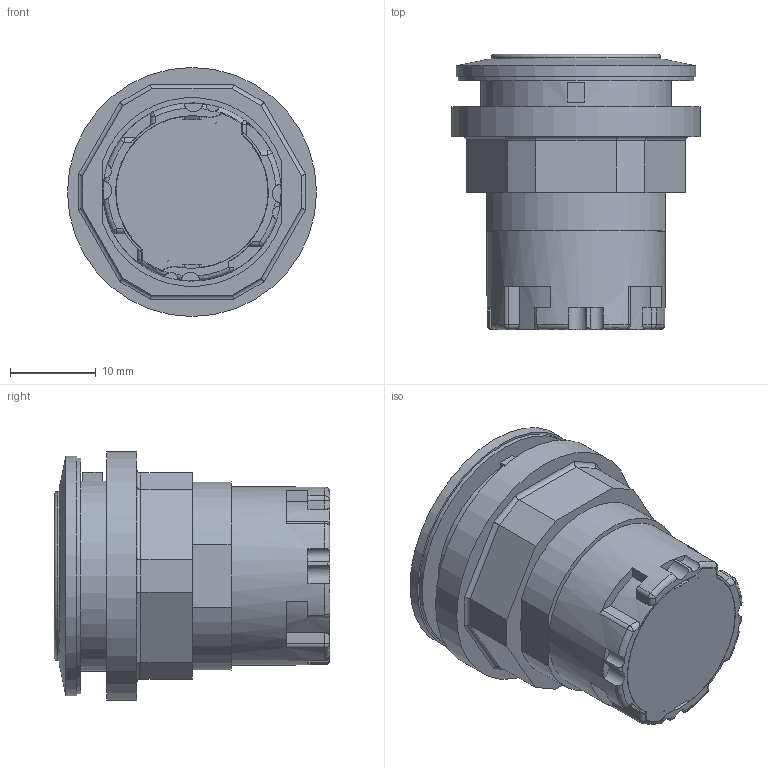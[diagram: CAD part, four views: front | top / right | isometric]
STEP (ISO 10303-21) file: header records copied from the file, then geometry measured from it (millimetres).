
FILE_DESCRIPTION(/* description */ (''),/* implementation_level */ '2;1');
FILE_NAME(/* name */ 'JR(M)F_ipt.stp',/* time_stamp */ '2019-09-13T07:15:22+02:00',/* author */ ('thagel'),/* organization */ (''),/* preprocessor_version */ 'ST-DEVELOPER v17.2',/* originating_system */ 'Autodesk Inventor 2019',/* authorisation */ '');
FILE_SCHEMA (('AUTOMOTIVE_DESIGN { 1 0 10303 214 3 1 1 }'));
Length unit declared in the file: millimetre
Products named in the file (1): JR(M)F
Bounding box: 29 x 32.1 x 29 mm (x, y, z)
Volume: 12105.5 mm3; surface area: 9364.6 mm2
Topology: 1 solids, 1 shells, 392 faces, 1174 edges, 775 vertices
Faces by surface type: plane 188, cylinder 153, torus 27, cone 16, sphere 8
Full cylindrical faces by diameter (mm): 16.955 x4, 17 x1, 18 x1, 18.1 x1, 18.3 x1, 18.6 x2, 19.7 x1, 20.05 x1, 20.75 x1, 22.2 x1, 22.5 x1, 25.3 x1, 27.4 x1, 27.9 x1, 29 x1
Entity records: 14305 total; most frequent: CARTESIAN_POINT 3525, ORIENTED_EDGE 2340, DIRECTION 2267, EDGE_CURVE 1170, AXIS2_PLACEMENT_3D 858, VERTEX_POINT 775, LINE 551, VECTOR 551
